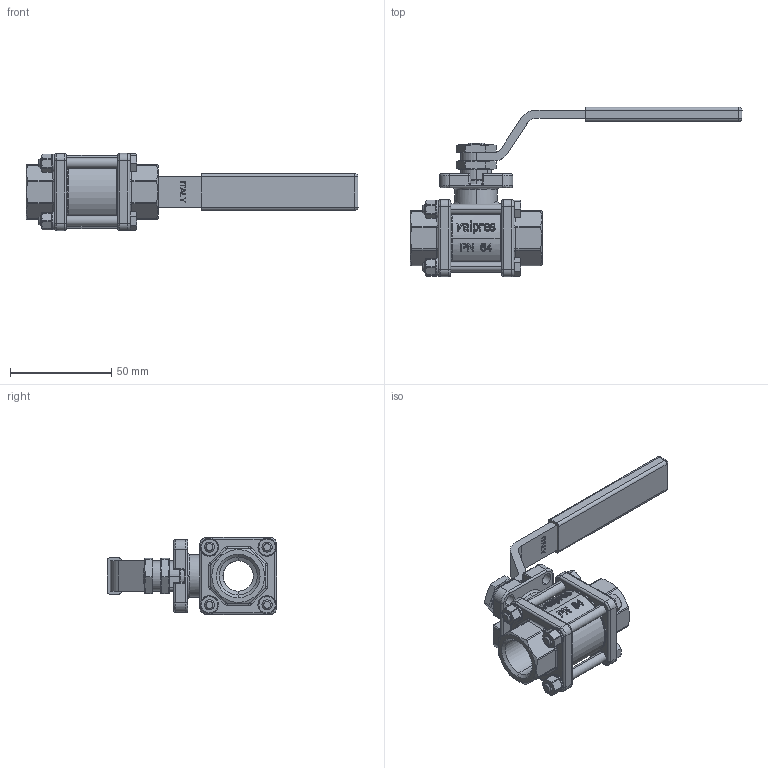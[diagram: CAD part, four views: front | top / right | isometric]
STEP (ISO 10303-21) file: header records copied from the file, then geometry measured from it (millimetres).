
FILE_DESCRIPTION(('STEP AP214'),'1');
FILE_NAME('4832_15_21.stp','2016-07-07T14:30:29',('TraceParts'),('TraceParts S.A.'),'Spatial InterOp 3D',' ',' ');
FILE_SCHEMA(('automotive_design'));
Length unit declared in the file: millimetre
Products named in the file (2): 4832 15 21|NAUO1#71000004_QUALSIASI_ASM|NAUO2#NONE-15577;Import_e1; 4832 15 21|NAUO1#71000004_QUALSIASI_ASM|NAUO3#NONE-45361;Import_e9
Bounding box: 163.6 x 83.55 x 38 mm (x, y, z)
Volume: 74723.7 mm3; surface area: 33895.4 mm2
Topology: 2 solids, 2 shells, 1460 faces, 3787 edges, 2385 vertices
Faces by surface type: bspline 580, plane 373, cylinder 317, cone 183, torus 7
Entity records: 86719 total; most frequent: CARTESIAN_POINT 43765, ORIENTED_EDGE 7548, DIRECTION 4844, EDGE_CURVE 3774, VERTEX_POINT 2385, AXIS2_PLACEMENT_3D 1726, EDGE_LOOP 1561, STYLED_ITEM 1462
